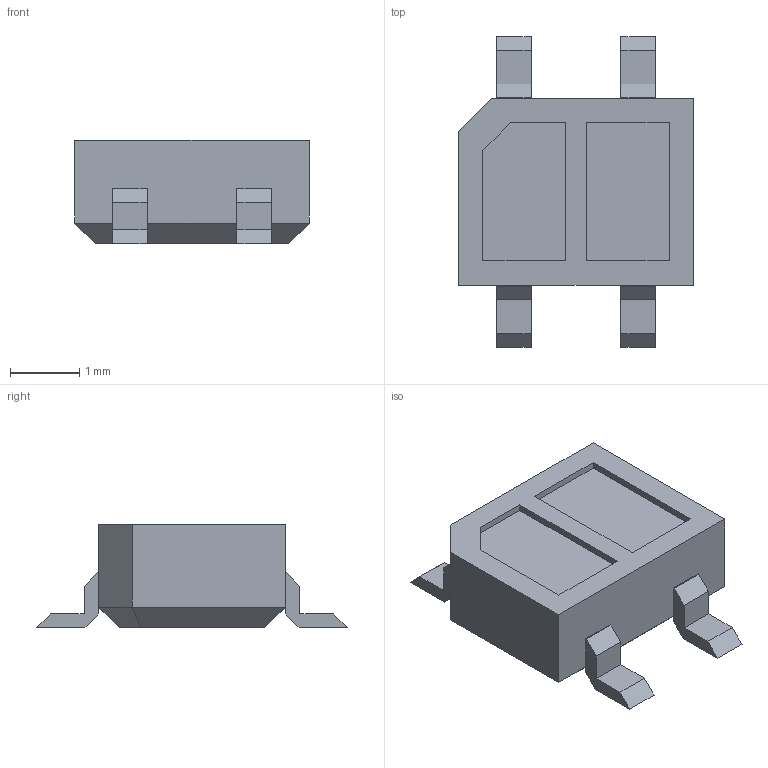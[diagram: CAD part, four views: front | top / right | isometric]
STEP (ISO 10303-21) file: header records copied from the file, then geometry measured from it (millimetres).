
FILE_DESCRIPTION( ( '' ), ' ' );
FILE_NAME( '59008832689bc51149d63709.step', '2017-04-26T11:44:52', ( '' ), ( '' ), ' ', ' ', ' ' );
FILE_SCHEMA( ( 'AUTOMOTIVE_DESIGN { 1 0 10303 214 1 1 1 1 }' ) );
Length unit declared in the file: metre
Products named in the file (5): Part 3; Part 4; Part 5; Part 2; Part 1
Bounding box: 3.4 x 4.5 x 1.5 mm (x, y, z)
Volume: 13.1 mm3; surface area: 43.1 mm2
Topology: 5 solids, 5 shells, 63 faces, 148 edges, 97 vertices
Faces by surface type: plane 63
Entity records: 2322 total; most frequent: CARTESIAN_POINT 313, ORIENTED_EDGE 296, DIRECTION 284, EDGE_CURVE 148, LINE 148, VECTOR 148, VERTEX_POINT 97, AXIS2_PLACEMENT_3D 68
